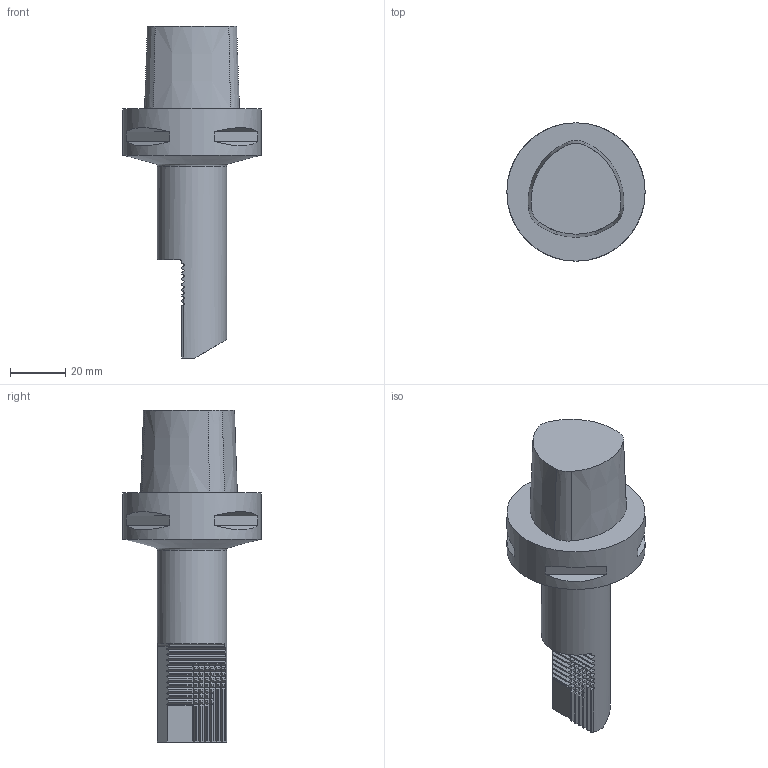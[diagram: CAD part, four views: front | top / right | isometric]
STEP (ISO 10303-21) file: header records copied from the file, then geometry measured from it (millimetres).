
FILE_DESCRIPTION(/* description */ (''),/* implementation_level */ '2;1');
FILE_NAME(/* name */ 'C5-FR-04090-V21.stp',/* time_stamp */ '2018-04-11T16:02:28+06:00',/* author */ (''),/* organization */ (''),/* preprocessor_version */ 'ST-DEVELOPER v16',/* originating_system */ 'SIEMENS PLM Software NX 11.0',/* authorisation */ '');
FILE_SCHEMA (('AUTOMOTIVE_DESIGN { 1 0 10303 214 3 1 1 1 }'));
Length unit declared in the file: millimetre
Products named in the file (1): inpuA2B4q5fw
Bounding box: 50 x 50 x 120 mm (x, y, z)
Volume: 89874.4 mm3; surface area: 17092.4 mm2
Topology: 2 solids, 2 shells, 289 faces, 802 edges, 534 vertices
Faces by surface type: plane 194, cone 63, cylinder 31, torus 1
Full cylindrical faces by diameter (mm): 25 x1, 50 x1
Entity records: 9489 total; most frequent: CARTESIAN_POINT 2326, ORIENTED_EDGE 1592, DIRECTION 1290, EDGE_CURVE 796, VERTEX_POINT 532, LINE 506, VECTOR 506, AXIS2_PLACEMENT_3D 392
